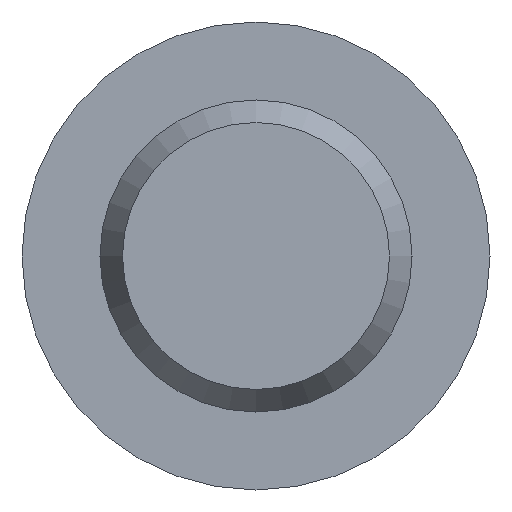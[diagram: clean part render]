
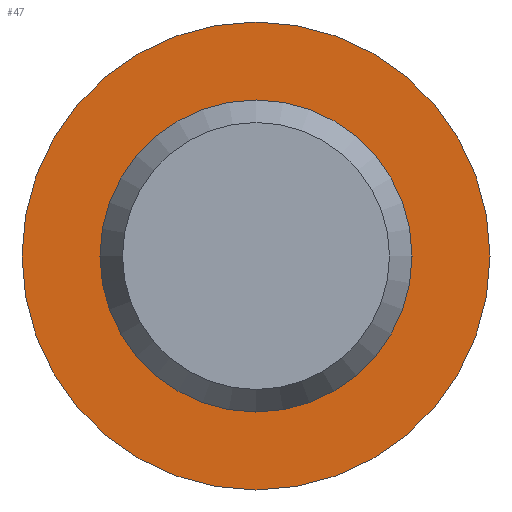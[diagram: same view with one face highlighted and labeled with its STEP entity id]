
A CAD part, left-side view. The second image highlights one B-rep face of the part: STEP entity #47.
In plain terms, the highlighted planar face has unit normal (-1, 0, 0).
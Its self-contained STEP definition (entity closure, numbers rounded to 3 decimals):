
#6 = FACE_OUTER_BOUND ( 'NONE', #45, .T. ) ;
#18 = VERTEX_POINT ( 'NONE', #221 ) ;
#30 = CIRCLE ( 'NONE', #101, 6. ) ;
#32 = PLANE ( 'NONE',  #217 ) ;
#45 = EDGE_LOOP ( 'NONE', ( #163 ) ) ;
#46 = FACE_BOUND ( 'NONE', #208, .T. ) ;
#47 = ADVANCED_FACE ( 'NONE', ( #46, #6 ), #32, .F. ) ;
#59 = ORIENTED_EDGE ( 'NONE', *, *, #120, .F. ) ;
#69 = DIRECTION ( 'NONE',  ( -1., 0., 0. ) ) ;
#74 = DIRECTION ( 'NONE',  ( 1., 0., 0. ) ) ;
#82 = EDGE_CURVE ( 'NONE', #96, #96, #30, .T. ) ;
#90 = CARTESIAN_POINT ( 'NONE',  ( 20., 0., 0. ) ) ;
#94 = CARTESIAN_POINT ( 'NONE',  ( 20., 6., 0. ) ) ;
#96 = VERTEX_POINT ( 'NONE', #203 ) ;
#101 = AXIS2_PLACEMENT_3D ( 'NONE', #90, #69, #192 ) ;
#115 = CARTESIAN_POINT ( 'NONE',  ( 20., 0., 0. ) ) ;
#120 = EDGE_CURVE ( 'NONE', #18, #18, #136, .T. ) ;
#129 = AXIS2_PLACEMENT_3D ( 'NONE', #115, #250, #172 ) ;
#136 = CIRCLE ( 'NONE', #129, 4. ) ;
#163 = ORIENTED_EDGE ( 'NONE', *, *, #82, .T. ) ;
#172 = DIRECTION ( 'NONE',  ( 0., 0., 1. ) ) ;
#192 = DIRECTION ( 'NONE',  ( 0., 0., 1. ) ) ;
#203 = CARTESIAN_POINT ( 'NONE',  ( 20., 0., 6. ) ) ;
#208 = EDGE_LOOP ( 'NONE', ( #59 ) ) ;
#217 = AXIS2_PLACEMENT_3D ( 'NONE', #94, #74, #249 ) ;
#221 = CARTESIAN_POINT ( 'NONE',  ( 20., 0., 4. ) ) ;
#249 = DIRECTION ( 'NONE',  ( 0., 0., -1. ) ) ;
#250 = DIRECTION ( 'NONE',  ( -1., 0., 0. ) ) ;
